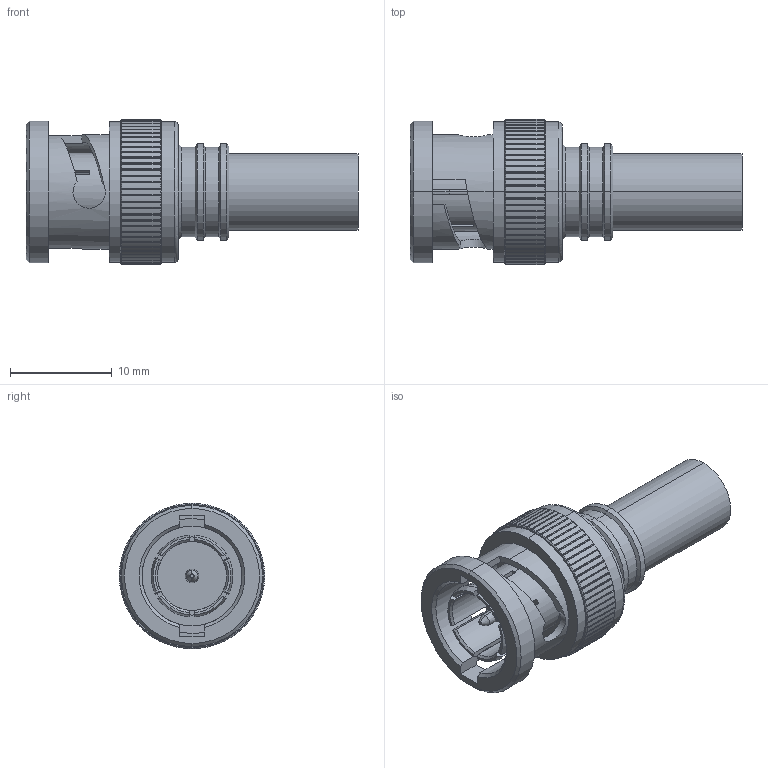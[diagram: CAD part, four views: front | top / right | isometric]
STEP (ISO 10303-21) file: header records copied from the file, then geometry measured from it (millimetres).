
FILE_DESCRIPTION (( 'STEP AP203' ), '1' );
FILE_NAME ('3190-6261(EZ-240-BM-75-X).STEP', '2020-08-26T05:57:54', ( '' ), ( '' ), 'SwSTEP 2.0', 'SolidWorks 2017', '' );
FILE_SCHEMA (( 'CONFIG_CONTROL_DESIGN' ));
Length unit declared in the file: millimetre
Products named in the file (1): 3190-6261(EZ-240-BM-75-X)
Bounding box: 32.68 x 14.3 x 14.3 mm (x, y, z)
Volume: 1975.4 mm3; surface area: 2513 mm2
Topology: 1 solids, 1 shells, 419 faces, 1192 edges, 786 vertices
Faces by surface type: plane 263, cylinder 110, cone 32, bspline 14
Entity records: 14609 total; most frequent: CARTESIAN_POINT 4392, ORIENTED_EDGE 2384, DIRECTION 1800, EDGE_CURVE 1192, VERTEX_POINT 786, AXIS2_PLACEMENT_3D 690, B_SPLINE_CURVE_WITH_KNOTS 468, EDGE_LOOP 434
